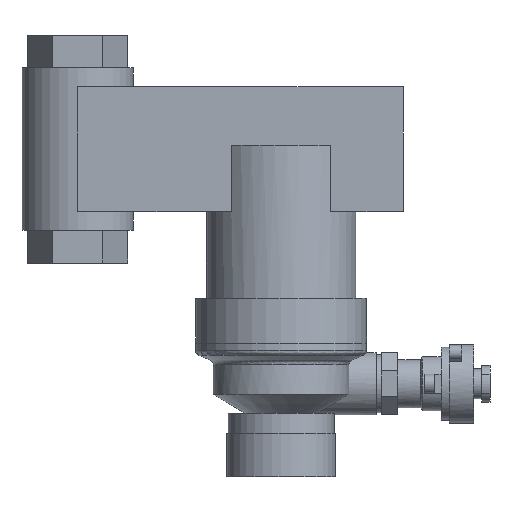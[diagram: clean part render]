
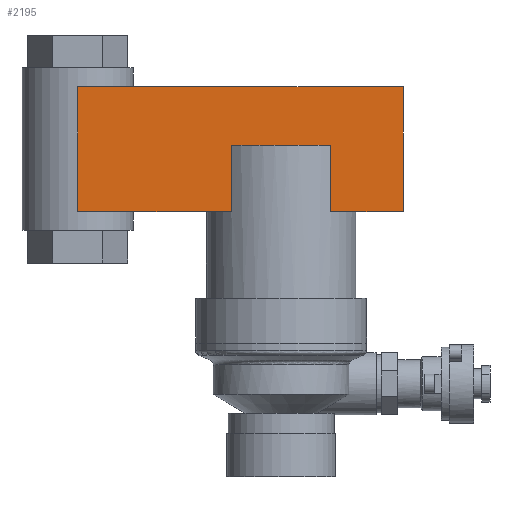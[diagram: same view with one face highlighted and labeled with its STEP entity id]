
A CAD part, front view. The second image highlights one B-rep face of the part: STEP entity #2195.
In plain terms, the highlighted planar face has unit normal (0, -1, 0).
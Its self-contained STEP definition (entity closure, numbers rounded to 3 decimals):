
#132=FACE_OUTER_BOUND('',#274,.T.);
#274=EDGE_LOOP('',(#1487,#1488,#1489,#1490,#1491,#1492,#1493,#1494));
#556=LINE('',#3268,#752);
#557=LINE('',#3272,#753);
#560=LINE('',#3280,#756);
#563=LINE('',#3286,#759);
#564=LINE('',#3287,#760);
#565=LINE('',#3289,#761);
#566=LINE('',#3291,#762);
#567=LINE('',#3292,#763);
#752=VECTOR('',#2589,1.);
#753=VECTOR('',#2592,1.);
#756=VECTOR('',#2599,1.);
#759=VECTOR('',#2604,1.);
#760=VECTOR('',#2605,1.);
#761=VECTOR('',#2606,1.);
#762=VECTOR('',#2607,1.);
#763=VECTOR('',#2608,1.);
#949=VERTEX_POINT('',#3265);
#950=VERTEX_POINT('',#3266);
#951=VERTEX_POINT('',#3270);
#952=VERTEX_POINT('',#3271);
#955=VERTEX_POINT('',#3279);
#957=VERTEX_POINT('',#3285);
#958=VERTEX_POINT('',#3288);
#959=VERTEX_POINT('',#3290);
#1167=EDGE_CURVE('',#949,#950,#556,.T.);
#1168=EDGE_CURVE('',#951,#952,#557,.T.);
#1172=EDGE_CURVE('',#952,#955,#560,.T.);
#1175=EDGE_CURVE('',#950,#957,#563,.T.);
#1176=EDGE_CURVE('',#951,#949,#564,.T.);
#1177=EDGE_CURVE('',#955,#958,#565,.T.);
#1178=EDGE_CURVE('',#958,#959,#566,.T.);
#1179=EDGE_CURVE('',#959,#957,#567,.T.);
#1487=ORIENTED_EDGE('',*,*,#1175,.F.);
#1488=ORIENTED_EDGE('',*,*,#1167,.F.);
#1489=ORIENTED_EDGE('',*,*,#1176,.F.);
#1490=ORIENTED_EDGE('',*,*,#1168,.T.);
#1491=ORIENTED_EDGE('',*,*,#1172,.T.);
#1492=ORIENTED_EDGE('',*,*,#1177,.T.);
#1493=ORIENTED_EDGE('',*,*,#1178,.T.);
#1494=ORIENTED_EDGE('',*,*,#1179,.T.);
#2101=PLANE('',#2344);
#2195=ADVANCED_FACE('',(#132),#2101,.T.);
#2344=AXIS2_PLACEMENT_3D('',#3284,#2602,#2603);
#2589=DIRECTION('',(-1.,0.,0.));
#2592=DIRECTION('',(1.,0.,0.));
#2599=DIRECTION('',(0.,0.,1.));
#2602=DIRECTION('center_axis',(0.,-1.,0.));
#2603=DIRECTION('ref_axis',(0.,0.,-1.));
#2604=DIRECTION('',(0.,0.,-1.));
#2605=DIRECTION('',(0.,0.,1.));
#2606=DIRECTION('',(-1.,0.,0.));
#2607=DIRECTION('',(0.,0.,-1.));
#2608=DIRECTION('',(1.,0.,0.));
#3265=CARTESIAN_POINT('',(18.33,-20.5,1.));
#3266=CARTESIAN_POINT('',(-18.33,-20.5,1.));
#3268=CARTESIAN_POINT('',(-7.75,-20.5,1.));
#3270=CARTESIAN_POINT('',(18.33,-20.5,-23.5));
#3271=CARTESIAN_POINT('',(45.,-20.5,-23.5));
#3272=CARTESIAN_POINT('',(-15.5,-20.5,-23.5));
#3279=CARTESIAN_POINT('',(45.,-20.5,22.5));
#3280=CARTESIAN_POINT('',(45.,-20.5,-0.5));
#3284=CARTESIAN_POINT('Origin',(-15.5,-20.5,-0.5));
#3285=CARTESIAN_POINT('',(-18.33,-20.5,-23.5));
#3286=CARTESIAN_POINT('',(-18.33,-20.5,0.));
#3287=CARTESIAN_POINT('',(18.33,-20.5,0.));
#3288=CARTESIAN_POINT('',(-75.,-20.5,22.5));
#3289=CARTESIAN_POINT('',(-15.5,-20.5,22.5));
#3290=CARTESIAN_POINT('',(-75.,-20.5,-23.5));
#3291=CARTESIAN_POINT('',(-75.,-20.5,-0.5));
#3292=CARTESIAN_POINT('',(-15.5,-20.5,-23.5));
